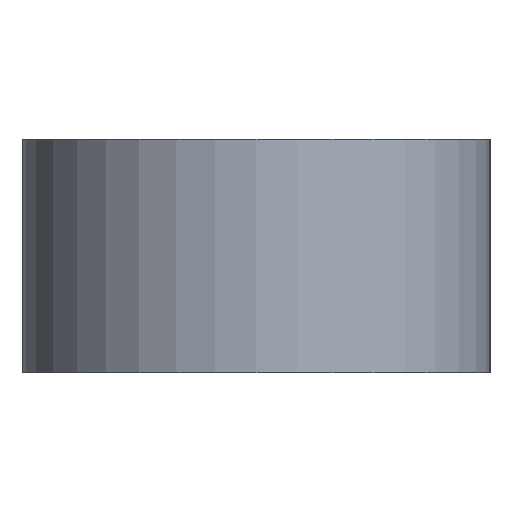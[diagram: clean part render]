
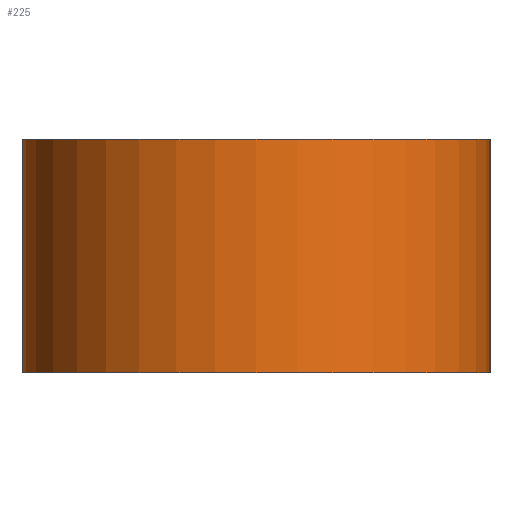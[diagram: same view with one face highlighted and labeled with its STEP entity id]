
A CAD part, left-side view. The second image highlights one B-rep face of the part: STEP entity #225.
In plain terms, the highlighted cylindrical face has radius 5 mm (diameter 10 mm), a partial arc.
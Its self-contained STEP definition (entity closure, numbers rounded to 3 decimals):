
#6=CARTESIAN_POINT('',(-145.,0.,-2.5));
#7=DIRECTION('',(0.,0.,1.));
#8=DIRECTION('',(0.,1.,0.));
#9=AXIS2_PLACEMENT_3D('',#6,#7,#8);
#48=DIRECTION('',(0.,0.,1.));
#49=VECTOR('',#48,5.);
#50=CARTESIAN_POINT('',(-145.,-5.,-2.5));
#51=LINE('',#50,#49);
#52=DIRECTION('',(0.,0.,1.));
#53=VECTOR('',#52,5.);
#54=CARTESIAN_POINT('',(-145.,5.,-2.5));
#55=LINE('',#54,#53);
#69=CARTESIAN_POINT('',(-145.,0.,2.5));
#70=DIRECTION('',(0.,0.,1.));
#71=DIRECTION('',(0.,1.,0.));
#72=AXIS2_PLACEMENT_3D('',#69,#70,#71);
#111=CARTESIAN_POINT('',(-145.,5.,-2.5));
#113=VERTEX_POINT('',#111);
#114=CARTESIAN_POINT('',(-145.,-5.,-2.5));
#116=VERTEX_POINT('',#114);
#119=CARTESIAN_POINT('',(-145.,5.,2.5));
#121=VERTEX_POINT('',#119);
#122=CARTESIAN_POINT('',(-145.,-5.,2.5));
#124=VERTEX_POINT('',#122);
#213=CARTESIAN_POINT('',(-145.,0.,-2.5));
#214=DIRECTION('',(0.,0.,1.));
#215=DIRECTION('',(1.,0.,0.));
#216=AXIS2_PLACEMENT_3D('',#213,#214,#215);
#217=CYLINDRICAL_SURFACE('',#216,5.);
#218=ORIENTED_EDGE('',*,*,#149,.F.);
#219=ORIENTED_EDGE('',*,*,#180,.T.);
#221=ORIENTED_EDGE('',*,*,#220,.T.);
#222=ORIENTED_EDGE('',*,*,#205,.F.);
#223=EDGE_LOOP('',(#218,#219,#221,#222));
#224=FACE_OUTER_BOUND('',#223,.F.);
#225=ADVANCED_FACE('',(#224),#217,.T.);
#10=CIRCLE('',#9,5.);
#73=CIRCLE('',#72,5.);
#149=EDGE_CURVE('',#113,#116,#10,.T.);
#180=EDGE_CURVE('',#113,#121,#55,.T.);
#205=EDGE_CURVE('',#116,#124,#51,.T.);
#220=EDGE_CURVE('',#121,#124,#73,.T.);
